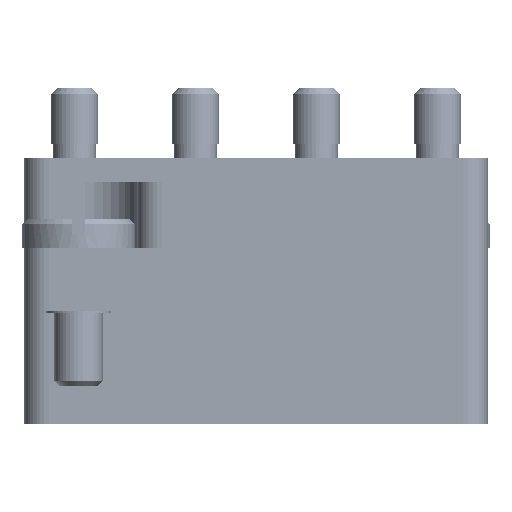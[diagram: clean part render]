
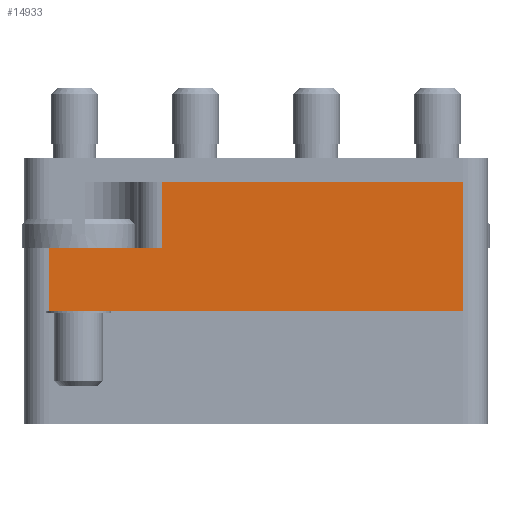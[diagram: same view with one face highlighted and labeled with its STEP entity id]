
A CAD part, front view. The second image highlights one B-rep face of the part: STEP entity #14933.
In plain terms, the highlighted face is planar.
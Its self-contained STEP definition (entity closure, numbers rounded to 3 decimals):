
#423 = VERTEX_POINT ( 'NONE', #19441 ) ;
#549 = FACE_OUTER_BOUND ( 'NONE', #12096, .T. ) ;
#1108 = VECTOR ( 'NONE', #15882, 1000. ) ;
#1207 = VERTEX_POINT ( 'NONE', #17510 ) ;
#1997 = DIRECTION ( 'NONE',  ( 0., 0., -1. ) ) ;
#2227 = LINE ( 'NONE', #9494, #13665 ) ;
#2322 = ORIENTED_EDGE ( 'NONE', *, *, #10225, .T. ) ;
#2803 = VERTEX_POINT ( 'NONE', #20565 ) ;
#2911 = VERTEX_POINT ( 'NONE', #13244 ) ;
#3144 = CARTESIAN_POINT ( 'NONE',  ( 30., 0., 14.35 ) ) ;
#3701 = CARTESIAN_POINT ( 'NONE',  ( 30., 3.9, 5.85 ) ) ;
#3883 = CARTESIAN_POINT ( 'NONE',  ( 30., 8., 14.35 ) ) ;
#4035 = ORIENTED_EDGE ( 'NONE', *, *, #21346, .T. ) ;
#4430 = VERTEX_POINT ( 'NONE', #3701 ) ;
#5165 = EDGE_CURVE ( 'NONE', #2911, #4430, #2227, .T. ) ;
#5788 = DIRECTION ( 'NONE',  ( 0., -1., 0. ) ) ;
#5809 = DIRECTION ( 'NONE',  ( 0., 1., 0. ) ) ;
#6230 = VERTEX_POINT ( 'NONE', #16755 ) ;
#6391 = EDGE_CURVE ( 'NONE', #2911, #1207, #13860, .T. ) ;
#7803 = CARTESIAN_POINT ( 'NONE',  ( 30., 3.9, 5.85 ) ) ;
#8607 = LINE ( 'NONE', #3144, #14211 ) ;
#8927 = DIRECTION ( 'NONE',  ( 1., 0., 0. ) ) ;
#9494 = CARTESIAN_POINT ( 'NONE',  ( 30., 3.9, 7.35 ) ) ;
#9613 = ORIENTED_EDGE ( 'NONE', *, *, #10427, .F. ) ;
#9938 = ORIENTED_EDGE ( 'NONE', *, *, #5165, .F. ) ;
#10225 = EDGE_CURVE ( 'NONE', #2803, #423, #18497, .T. ) ;
#10427 = EDGE_CURVE ( 'NONE', #6230, #423, #16499, .T. ) ;
#11298 = PLANE ( 'NONE',  #21105 ) ;
#12096 = EDGE_LOOP ( 'NONE', ( #18488, #2322, #9613, #4035, #9938, #14468 ) ) ;
#12570 = DIRECTION ( 'NONE',  ( 0., 0., -1. ) ) ;
#13244 = CARTESIAN_POINT ( 'NONE',  ( 30., 3.9, 12.85 ) ) ;
#13310 = LINE ( 'NONE', #7803, #20921 ) ;
#13665 = VECTOR ( 'NONE', #1997, 1000. ) ;
#13860 = LINE ( 'NONE', #19508, #1108 ) ;
#14211 = VECTOR ( 'NONE', #15902, 1000. ) ;
#14298 = VECTOR ( 'NONE', #5809, 1000. ) ;
#14468 = ORIENTED_EDGE ( 'NONE', *, *, #6391, .T. ) ;
#14933 = ADVANCED_FACE ( 'NONE', ( #549 ), #11298, .T. ) ;
#15882 = DIRECTION ( 'NONE',  ( 0., -1., 0. ) ) ;
#15902 = DIRECTION ( 'NONE',  ( 0., 0., -1. ) ) ;
#16499 = LINE ( 'NONE', #21789, #19272 ) ;
#16556 = CARTESIAN_POINT ( 'NONE',  ( 30., 8., -12.85 ) ) ;
#16642 = EDGE_CURVE ( 'NONE', #1207, #2803, #8607, .T. ) ;
#16755 = CARTESIAN_POINT ( 'NONE',  ( 30., 8., 5.85 ) ) ;
#17510 = CARTESIAN_POINT ( 'NONE',  ( 30., 0., 12.85 ) ) ;
#18488 = ORIENTED_EDGE ( 'NONE', *, *, #16642, .T. ) ;
#18497 = LINE ( 'NONE', #16556, #14298 ) ;
#19272 = VECTOR ( 'NONE', #12570, 1000. ) ;
#19441 = CARTESIAN_POINT ( 'NONE',  ( 30., 8., -12.85 ) ) ;
#19508 = CARTESIAN_POINT ( 'NONE',  ( 30., 0., 12.85 ) ) ;
#20565 = CARTESIAN_POINT ( 'NONE',  ( 30., 0., -12.85 ) ) ;
#20921 = VECTOR ( 'NONE', #5788, 1000. ) ;
#21105 = AXIS2_PLACEMENT_3D ( 'NONE', #3883, #8927, #21628 ) ;
#21346 = EDGE_CURVE ( 'NONE', #6230, #4430, #13310, .T. ) ;
#21628 = DIRECTION ( 'NONE',  ( 0., 1., 0. ) ) ;
#21789 = CARTESIAN_POINT ( 'NONE',  ( 30., 8., 14.35 ) ) ;
